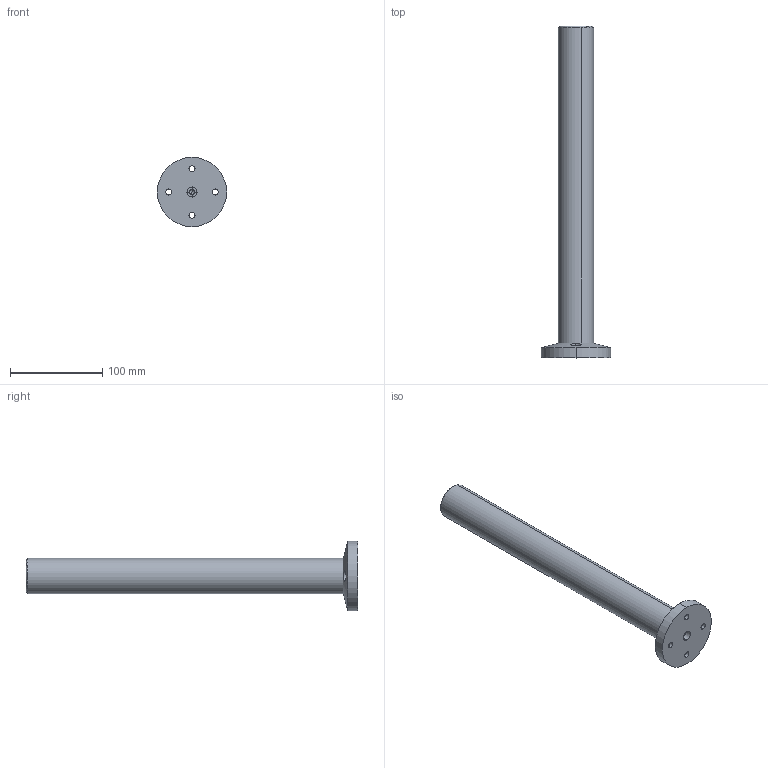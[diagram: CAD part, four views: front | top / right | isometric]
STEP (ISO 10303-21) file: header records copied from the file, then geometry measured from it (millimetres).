
FILE_DESCRIPTION (( 'STEP AP203' ), '1' );
FILE_NAME ('07LSR-1M.STEP', '2016-04-25T02:40:03', ( '' ), ( '' ), 'SwSTEP 2.0', 'SolidWorks 2016', '' );
FILE_SCHEMA (( 'CONFIG_CONTROL_DESIGN' ));
Length unit declared in the file: millimetre
Products named in the file (1): 07LSR-1M
Bounding box: 75 x 360 x 75 mm (x, y, z)
Volume: 447891.8 mm3; surface area: 57353.8 mm2
Topology: 2 solids, 2 shells, 47 faces, 104 edges, 65 vertices
Faces by surface type: cylinder 30, plane 11, cone 6
Entity records: 1692 total; most frequent: CARTESIAN_POINT 528, DIRECTION 246, ORIENTED_EDGE 204, AXIS2_PLACEMENT_3D 104, EDGE_CURVE 102, VERTEX_POINT 65, EDGE_LOOP 63, CIRCLE 56
